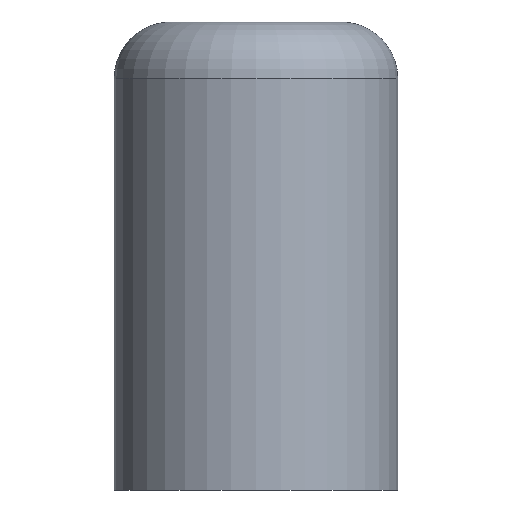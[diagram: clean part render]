
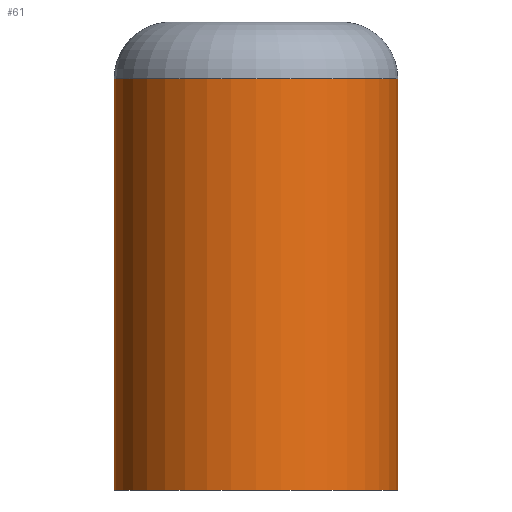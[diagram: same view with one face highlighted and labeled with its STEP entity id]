
A CAD part, front view. The second image highlights one B-rep face of the part: STEP entity #61.
In plain terms, the highlighted cylindrical face has radius 1 mm (diameter 2 mm), a full revolution.
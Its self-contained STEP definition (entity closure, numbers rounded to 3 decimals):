
#18=LINE('',#152,#19);
#19=VECTOR('',#135,1.);
#20=CYLINDRICAL_SURFACE('',#114,1.);
#24=FACE_OUTER_BOUND('',#28,.T.);
#28=EDGE_LOOP('',(#47,#48,#49,#50));
#30=CIRCLE('',#109,1.);
#33=CIRCLE('',#113,1.);
#34=VERTEX_POINT('',#143);
#36=VERTEX_POINT('',#148);
#37=EDGE_CURVE('',#34,#34,#30,.T.);
#40=EDGE_CURVE('',#36,#36,#33,.T.);
#41=EDGE_CURVE('',#36,#34,#18,.T.);
#47=ORIENTED_EDGE('',*,*,#40,.F.);
#48=ORIENTED_EDGE('',*,*,#41,.T.);
#49=ORIENTED_EDGE('',*,*,#37,.T.);
#50=ORIENTED_EDGE('',*,*,#41,.F.);
#61=ADVANCED_FACE('',(#24),#20,.T.);
#109=AXIS2_PLACEMENT_3D('',#144,#123,#124);
#113=AXIS2_PLACEMENT_3D('',#150,#131,#132);
#114=AXIS2_PLACEMENT_3D('',#151,#133,#134);
#123=DIRECTION('center_axis',(0.,0.,1.));
#124=DIRECTION('ref_axis',(1.,0.,0.));
#131=DIRECTION('center_axis',(0.,0.,1.));
#132=DIRECTION('ref_axis',(-1.,0.,0.));
#133=DIRECTION('center_axis',(0.,0.,1.));
#134=DIRECTION('ref_axis',(1.,0.,0.));
#135=DIRECTION('',(0.,0.,-1.));
#143=CARTESIAN_POINT('',(-2.25,0.,-6.299));
#144=CARTESIAN_POINT('Origin',(-1.25,0.,-6.299));
#148=CARTESIAN_POINT('',(-2.25,0.,-3.4));
#150=CARTESIAN_POINT('Origin',(-1.25,0.,-3.4));
#151=CARTESIAN_POINT('Origin',(-1.25,0.,-6.3));
#152=CARTESIAN_POINT('',(-2.25,0.,-6.3));
